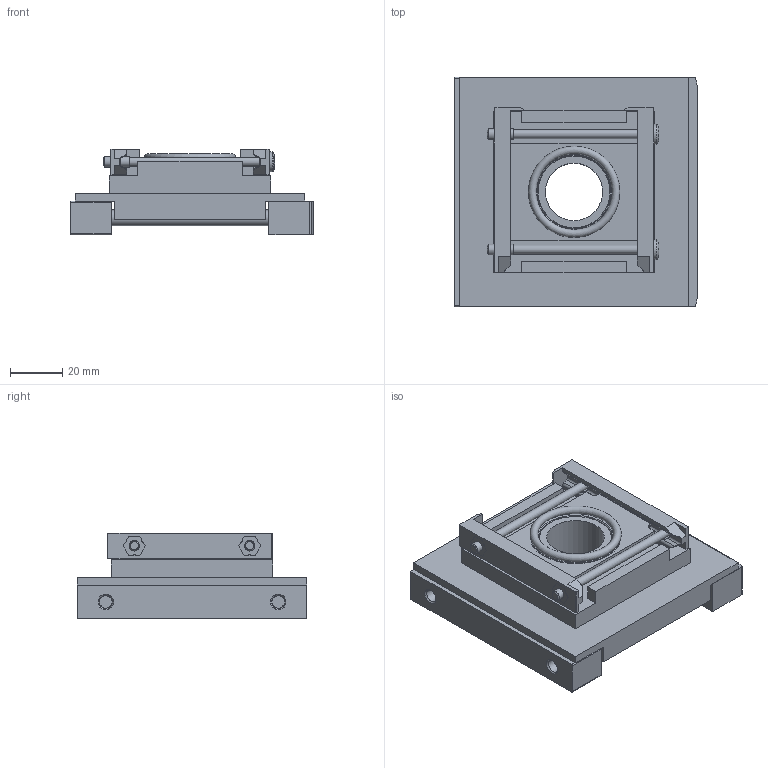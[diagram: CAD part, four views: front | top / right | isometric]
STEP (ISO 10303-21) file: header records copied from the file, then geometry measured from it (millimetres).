
FILE_DESCRIPTION(/* description */ ('STEP AP214'),/* implementation_level */ '2;1');
FILE_NAME(/* name */ '552951_MS6-9-ARMV',/* time_stamp */ '2024-09-10T14:20:54+02:00',/* author */ ('License CC BY-ND 4.0'),/* organization */ ('CADENAS'),/* preprocessor_version */ 'ST-DEVELOPER v19.3',/* originating_system */ 'PARTsolutions',/* authorisation */ ' ');
FILE_SCHEMA (('AUTOMOTIVE_DESIGN {1 0 10303 214 3 1 1}'));
Length unit declared in the file: millimetre
Products named in the file (11): 552951 MS6-9-ARMV; 552951 MS6-9-ARMV---(p); 720037MS9-MV; DIN-912 - M6x80(F); 720045MS9-MV; 5206604 MS6-MV-B---(0_p); 8134994 MS6-MV-B---(0_p); 543493 MS6-NNR; 327382 B-29x3-N-NBR75; 714261 Ring; 719595 B-42x2.5-N-NBR70
Assembly tree (11 placements, depth 2):
  552951 MS6-9-ARMV
    552951 MS6-9-ARMV---(p)
    720037MS9-MV
    DIN-912 - M6x80(F)  x2
    720045MS9-MV
    5206604 MS6-MV-B---(0_p)
    8134994 MS6-MV-B---(0_p)
    543493 MS6-NNR
    327382 B-29x3-N-NBR75
    714261 Ring
    719595 B-42x2.5-N-NBR70
Bounding box: 92.9 x 88 x 32.9 mm (x, y, z)
Volume: 127322.6 mm3; surface area: 56389.4 mm2
Topology: 11 solids, 11 shells, 457 faces, 1129 edges, 728 vertices
Faces by surface type: plane 268, cylinder 125, cone 48, torus 16
Full cylindrical faces by diameter (mm): 3.242 x2, 3.4 x2, 4 x2, 4.5 x2, 4.6 x2, 4.917 x2, 6 x2, 6.5 x2, 7.6 x2, 7.8 x2, 8.5 x4, 10 x2, 22 x1, 27.5 x1, 28.15 x1, 34.5 x1, 34.9 x1, 42 x1, 42.6 x1, 48 x1, 48.3 x1
Entity records: 13703 total; most frequent: CARTESIAN_POINT 2288, DIRECTION 2114, ORIENTED_EDGE 1960, EDGE_CURVE 980, AXIS2_PLACEMENT_3D 743, VERTEX_POINT 687, LINE 628, VECTOR 628
